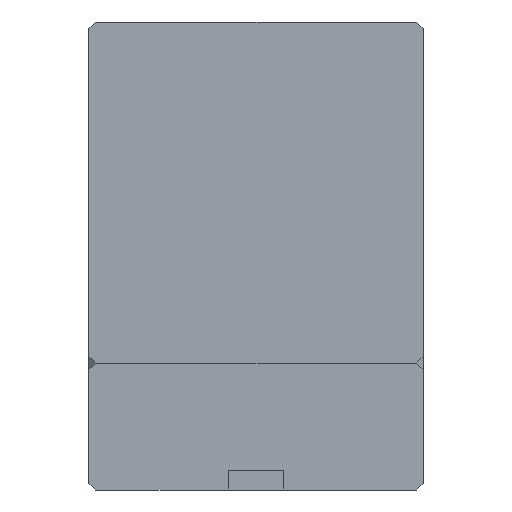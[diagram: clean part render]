
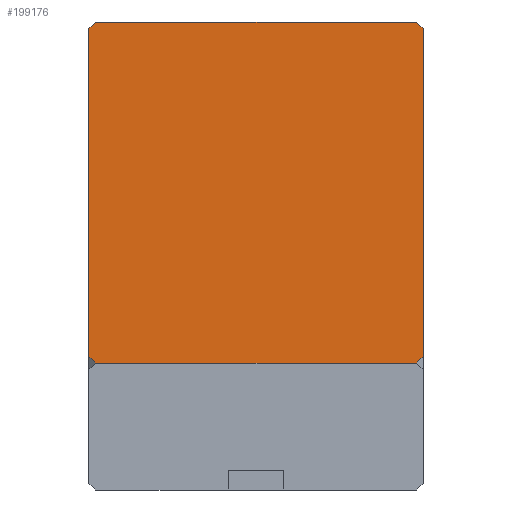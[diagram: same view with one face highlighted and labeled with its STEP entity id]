
A CAD part, left-side view. The second image highlights one B-rep face of the part: STEP entity #199176.
In plain terms, the highlighted planar face has unit normal (-1, 0, 0).
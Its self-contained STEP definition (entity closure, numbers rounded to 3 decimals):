
#198311=CARTESIAN_POINT(' ',(0.,-28.9,7.));
#198312=VERTEX_POINT(' ',#198311);
#198381=CARTESIAN_POINT(' ',(0.,28.9,7.));
#198382=VERTEX_POINT(' ',#198381);
#198396=CARTESIAN_POINT(' ',(0.,28.9,7.));
#198401=DIRECTION(' ',(0.,-1.,0.));
#198406=VECTOR(' ',#198401,1.);
#198411=LINE('',#198396,#198406);
#198416=EDGE_CURVE(' ',#198382,#198312,#198411,.T.);
#198491=CARTESIAN_POINT(' ',(0.,-30.15,5.75));
#198492=VERTEX_POINT(' ',#198491);
#198576=CARTESIAN_POINT(' ',(0.,-28.9,7.));
#198581=DIRECTION(' ',(0.,-0.707,-0.707));
#198586=VECTOR(' ',#198581,1.);
#198591=LINE('',#198576,#198586);
#198596=EDGE_CURVE(' ',#198312,#198492,#198591,.T.);
#198886=CARTESIAN_POINT(' ',(0.,30.15,5.75));
#198887=VERTEX_POINT(' ',#198886);
#198901=CARTESIAN_POINT(' ',(0.,30.15,5.75));
#198906=DIRECTION(' ',(0.,-0.707,0.707));
#198911=VECTOR(' ',#198906,1.);
#198916=LINE('',#198901,#198911);
#198921=EDGE_CURVE(' ',#198887,#198382,#198916,.T.);
#198956=DIRECTION(' ',(-1.,0.,-0.));
#198961=CARTESIAN_POINT(' ',(0.,30.15,-54.5));
#198966=DIRECTION(' ',(0.,-1.,0.));
#198971=AXIS2_PLACEMENT_3D(' ',#198961,#198956,#198966);
#198976=PLANE('',#198971);
#198981=CARTESIAN_POINT(' ',(0.,-28.9,-54.5));
#198986=DIRECTION(' ',(0.,1.,0.));
#198991=VECTOR(' ',#198986,1.);
#198996=LINE('',#198981,#198991);
#199001=CARTESIAN_POINT(' ',(0.,-28.9,-54.5));
#199002=VERTEX_POINT(' ',#199001);
#199006=CARTESIAN_POINT(' ',(0.,28.9,-54.5));
#199007=VERTEX_POINT(' ',#199006);
#199011=EDGE_CURVE(' ',#199002,#199007,#198996,.T.);
#199016=ORIENTED_EDGE(' ',*,*,#199011,.F.);
#199021=CARTESIAN_POINT(' ',(0.,-30.15,-53.25));
#199026=DIRECTION(' ',(0.,0.707,-0.707));
#199031=VECTOR(' ',#199026,1.);
#199036=LINE('',#199021,#199031);
#199041=CARTESIAN_POINT(' ',(0.,-30.15,-53.25));
#199042=VERTEX_POINT(' ',#199041);
#199046=EDGE_CURVE(' ',#199042,#199002,#199036,.T.);
#199051=ORIENTED_EDGE(' ',*,*,#199046,.F.);
#199056=CARTESIAN_POINT(' ',(0.,-30.15,5.75));
#199061=DIRECTION(' ',(0.,0.,-1.));
#199066=VECTOR(' ',#199061,1.);
#199071=LINE('',#199056,#199066);
#199076=EDGE_CURVE(' ',#198492,#199042,#199071,.T.);
#199081=ORIENTED_EDGE(' ',*,*,#199076,.F.);
#199086=ORIENTED_EDGE(' ',*,*,#198596,.F.);
#199091=ORIENTED_EDGE(' ',*,*,#198416,.F.);
#199096=ORIENTED_EDGE(' ',*,*,#198921,.F.);
#199101=CARTESIAN_POINT(' ',(0.,30.15,5.75));
#199106=DIRECTION(' ',(0.,0.,-1.));
#199111=VECTOR(' ',#199106,1.);
#199116=LINE('',#199101,#199111);
#199121=CARTESIAN_POINT(' ',(0.,30.15,-53.25));
#199122=VERTEX_POINT(' ',#199121);
#199126=EDGE_CURVE(' ',#198887,#199122,#199116,.T.);
#199131=ORIENTED_EDGE(' ',*,*,#199126,.T.);
#199136=CARTESIAN_POINT(' ',(0.,28.9,-54.5));
#199141=DIRECTION(' ',(0.,0.707,0.707));
#199146=VECTOR(' ',#199141,1.);
#199151=LINE('',#199136,#199146);
#199156=EDGE_CURVE(' ',#199007,#199122,#199151,.T.);
#199161=ORIENTED_EDGE(' ',*,*,#199156,.F.);
#199166=EDGE_LOOP(' ',(#199016,#199051,#199081,#199086,#199091,#199096,#199131,#199161));
#199171=FACE_OUTER_BOUND(' ',#199166,.T.);
#199176=ADVANCED_FACE('',(#199171),#198976,.T.);
